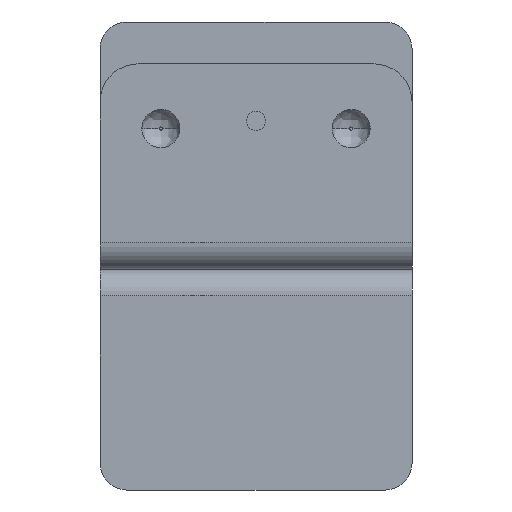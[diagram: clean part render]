
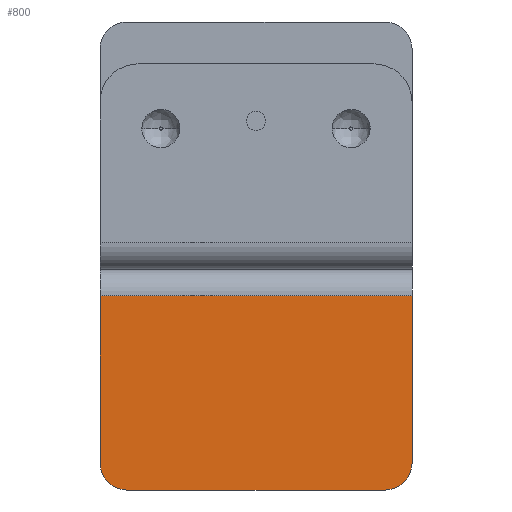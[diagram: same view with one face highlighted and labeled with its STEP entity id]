
A CAD part, front view. The second image highlights one B-rep face of the part: STEP entity #800.
In plain terms, the highlighted planar face has unit normal (0, -1, 0).
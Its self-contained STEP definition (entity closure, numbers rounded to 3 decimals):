
#27 = CARTESIAN_POINT ( 'NONE',  ( 20.5, -32.3, -61.5 ) ) ;
#139 = PLANE ( 'NONE',  #1627 ) ;
#159 = VECTOR ( 'NONE', #1270, 1000. ) ;
#164 = VERTEX_POINT ( 'NONE', #587 ) ;
#187 = VECTOR ( 'NONE', #2151, 1000. ) ;
#211 = LINE ( 'NONE', #2198, #187 ) ;
#230 = CARTESIAN_POINT ( 'NONE',  ( 20.5, -32.3, -58. ) ) ;
#318 = VERTEX_POINT ( 'NONE', #929 ) ;
#346 = VERTEX_POINT ( 'NONE', #1375 ) ;
#350 = EDGE_CURVE ( 'NONE', #164, #346, #211, .T. ) ;
#363 = CIRCLE ( 'NONE', #479, 3.5 ) ;
#469 = CARTESIAN_POINT ( 'NONE',  ( -17., -32.3, -61.5 ) ) ;
#479 = AXIS2_PLACEMENT_3D ( 'NONE', #2101, #1097, #1652 ) ;
#579 = EDGE_CURVE ( 'NONE', #318, #346, #1450, .T. ) ;
#587 = CARTESIAN_POINT ( 'NONE',  ( 20.5, -32.3, -35.98 ) ) ;
#589 = ORIENTED_EDGE ( 'NONE', *, *, #1766, .T. ) ;
#703 = EDGE_LOOP ( 'NONE', ( #1445, #1771, #1314, #589, #1664, #1195 ) ) ;
#800 = ADVANCED_FACE ( 'NONE', ( #1084 ), #139, .T. ) ;
#892 = CARTESIAN_POINT ( 'NONE',  ( 20.5, -32.3, -61.5 ) ) ;
#895 = CARTESIAN_POINT ( 'NONE',  ( 17., -32.3, -58. ) ) ;
#929 = CARTESIAN_POINT ( 'NONE',  ( -20.5, -32.3, -58. ) ) ;
#981 = VERTEX_POINT ( 'NONE', #230 ) ;
#995 = CIRCLE ( 'NONE', #1920, 3.5 ) ;
#1043 = DIRECTION ( 'NONE',  ( 0., 0., 1. ) ) ;
#1084 = FACE_OUTER_BOUND ( 'NONE', #703, .T. ) ;
#1087 = CARTESIAN_POINT ( 'NONE',  ( -20.5, -32.3, -46.99 ) ) ;
#1097 = DIRECTION ( 'NONE',  ( 0., -1., 0. ) ) ;
#1104 = LINE ( 'NONE', #1478, #159 ) ;
#1195 = ORIENTED_EDGE ( 'NONE', *, *, #2026, .F. ) ;
#1270 = DIRECTION ( 'NONE',  ( 0., 0., -1. ) ) ;
#1314 = ORIENTED_EDGE ( 'NONE', *, *, #579, .F. ) ;
#1375 = CARTESIAN_POINT ( 'NONE',  ( -20.5, -32.3, -35.98 ) ) ;
#1445 = ORIENTED_EDGE ( 'NONE', *, *, #1978, .F. ) ;
#1450 = LINE ( 'NONE', #1087, #1567 ) ;
#1478 = CARTESIAN_POINT ( 'NONE',  ( 20.5, -32.3, -46.99 ) ) ;
#1488 = DIRECTION ( 'NONE',  ( 0., 1., 0. ) ) ;
#1567 = VECTOR ( 'NONE', #2090, 1000. ) ;
#1627 = AXIS2_PLACEMENT_3D ( 'NONE', #892, #2485, #1669 ) ;
#1652 = DIRECTION ( 'NONE',  ( 0., 0., -1. ) ) ;
#1664 = ORIENTED_EDGE ( 'NONE', *, *, #2345, .T. ) ;
#1669 = DIRECTION ( 'NONE',  ( 0., 0., -1. ) ) ;
#1737 = CARTESIAN_POINT ( 'NONE',  ( 17., -32.3, -61.5 ) ) ;
#1766 = EDGE_CURVE ( 'NONE', #318, #2530, #363, .T. ) ;
#1771 = ORIENTED_EDGE ( 'NONE', *, *, #350, .T. ) ;
#1785 = LINE ( 'NONE', #27, #1985 ) ;
#1920 = AXIS2_PLACEMENT_3D ( 'NONE', #895, #1488, #1043 ) ;
#1978 = EDGE_CURVE ( 'NONE', #164, #981, #1104, .T. ) ;
#1985 = VECTOR ( 'NONE', #2179, 1000. ) ;
#2026 = EDGE_CURVE ( 'NONE', #981, #2180, #995, .T. ) ;
#2090 = DIRECTION ( 'NONE',  ( 0., 0., 1. ) ) ;
#2101 = CARTESIAN_POINT ( 'NONE',  ( -17., -32.3, -58. ) ) ;
#2151 = DIRECTION ( 'NONE',  ( -1., 0., 0. ) ) ;
#2179 = DIRECTION ( 'NONE',  ( 1., 0., 0. ) ) ;
#2180 = VERTEX_POINT ( 'NONE', #1737 ) ;
#2198 = CARTESIAN_POINT ( 'NONE',  ( 20.5, -32.3, -35.98 ) ) ;
#2345 = EDGE_CURVE ( 'NONE', #2530, #2180, #1785, .T. ) ;
#2485 = DIRECTION ( 'NONE',  ( 0., -1., 0. ) ) ;
#2530 = VERTEX_POINT ( 'NONE', #469 ) ;
